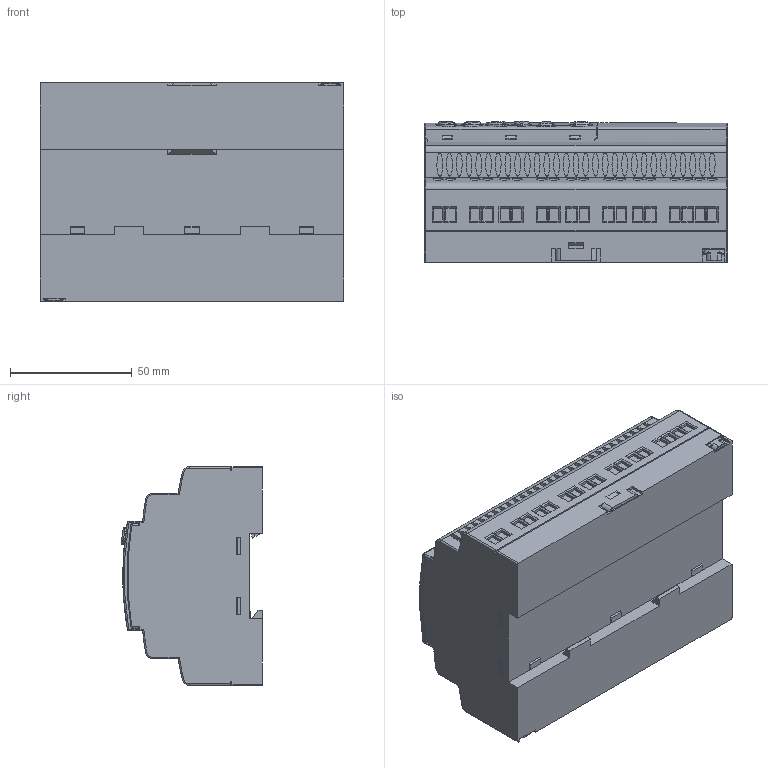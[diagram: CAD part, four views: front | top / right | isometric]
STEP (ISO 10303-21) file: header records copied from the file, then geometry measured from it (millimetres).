
FILE_DESCRIPTION((''),'2;1');
FILE_NAME('_XD26_SW0001','2011-12-08T',('LPADBY2'),('CROUZET-AUTOMATISMES'),'PRO/ENGINEER BY PARAMETRIC TECHNOLOGY CORPORATION, 2009090','PRO/ENGINEER BY PARAMETRIC TECHNOLOGY CORPORATION, 2009090','');
FILE_SCHEMA(('CONFIG_CONTROL_DESIGN'));
Length unit declared in the file: millimetre
Products named in the file (1): _XD26_SW0001
Bounding box: 125 x 57.89 x 90 mm (x, y, z)
Volume: 520859.1 mm3; surface area: 51666.6 mm2
Topology: 1 solids, 1 shells, 1202 faces, 2798 edges, 1762 vertices
Faces by surface type: plane 627, cylinder 287, extrusion 126, bspline 95, torus 30, cone 24, sphere 13
Entity records: 48391 total; most frequent: CARTESIAN_POINT 22388, ORIENTED_EDGE 5594, DIRECTION 4577, EDGE_CURVE 2797, VECTOR 1889, LINE 1763, VERTEX_POINT 1762, EDGE_LOOP 1379
